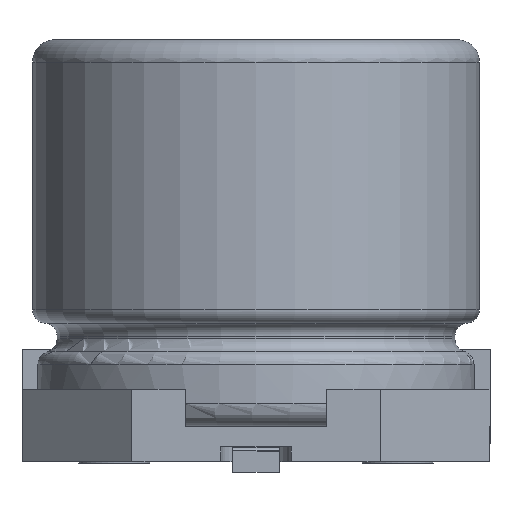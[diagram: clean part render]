
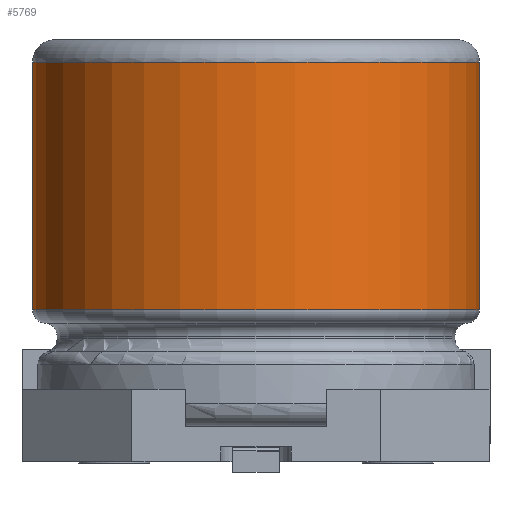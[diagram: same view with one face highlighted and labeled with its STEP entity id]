
A CAD part, left-side view. The second image highlights one B-rep face of the part: STEP entity #5769.
In plain terms, the highlighted cylindrical face has radius 3.15 mm (diameter 6.3 mm), a full revolution.
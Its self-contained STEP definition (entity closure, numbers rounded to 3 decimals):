
#111=CYLINDRICAL_SURFACE('',#6123,3.15);
#234=CIRCLE('',#6113,3.15);
#237=CIRCLE('',#6118,3.15);
#1065=ORIENTED_EDGE('',*,*,#1879,.T.);
#1066=ORIENTED_EDGE('',*,*,#1876,.T.);
#1876=EDGE_CURVE('',#2340,#2340,#234,.T.);
#1879=EDGE_CURVE('',#2343,#2343,#237,.T.);
#2340=VERTEX_POINT('',#8468);
#2343=VERTEX_POINT('',#8476);
#3515=EDGE_LOOP('',(#1065));
#3516=EDGE_LOOP('',(#1066));
#3790=FACE_BOUND('',#3515,.T.);
#3791=FACE_BOUND('',#3516,.T.);
#5769=ADVANCED_FACE('',(#3790,#3791),#111,.T.);
#6113=AXIS2_PLACEMENT_3D('',#8467,#7033,#7034);
#6118=AXIS2_PLACEMENT_3D('',#8475,#7043,#7044);
#6123=AXIS2_PLACEMENT_3D('',#8481,#7053,#7054);
#7033=DIRECTION('',(0.,0.,-1.));
#7034=DIRECTION('',(0.,1.,0.));
#7043=DIRECTION('',(0.,0.,1.));
#7044=DIRECTION('',(0.,-1.,0.));
#7053=DIRECTION('',(0.,0.,-1.));
#7054=DIRECTION('',(0.,-1.,0.));
#8467=CARTESIAN_POINT('',(0.,0.,5.635));
#8468=CARTESIAN_POINT('',(0.,3.15,5.635));
#8475=CARTESIAN_POINT('',(0.,0.,2.141));
#8476=CARTESIAN_POINT('',(0.,-3.15,2.141));
#8481=CARTESIAN_POINT('',(0.,0.,10.4));
